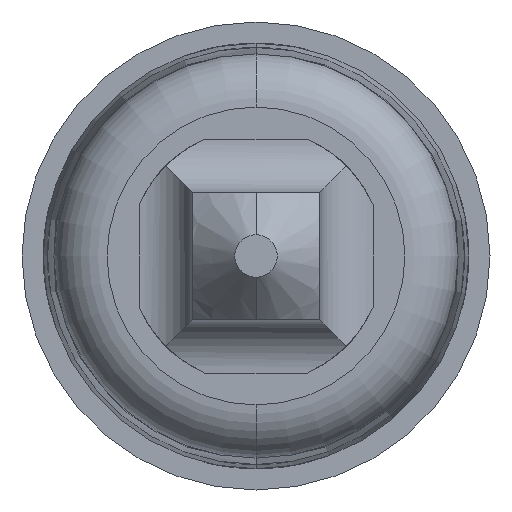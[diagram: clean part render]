
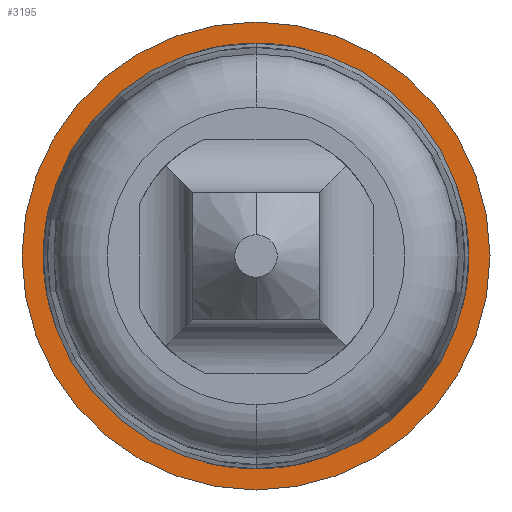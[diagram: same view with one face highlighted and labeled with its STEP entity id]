
A CAD part, front view. The second image highlights one B-rep face of the part: STEP entity #3195.
In plain terms, the highlighted planar face has unit normal (0, -1, 0).
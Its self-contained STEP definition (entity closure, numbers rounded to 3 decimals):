
#169 = ORIENTED_EDGE ( 'NONE', *, *, #642, .F. ) ;
#190 = CIRCLE ( 'NONE', #2055, 1.1 ) ;
#201 = FACE_OUTER_BOUND ( 'NONE', #4325, .T. ) ;
#361 = DIRECTION ( 'NONE',  ( 0., 0., 1. ) ) ;
#396 = EDGE_LOOP ( 'NONE', ( #2871, #3601 ) ) ;
#416 = PLANE ( 'NONE',  #595 ) ;
#595 = AXIS2_PLACEMENT_3D ( 'NONE', #2239, #749, #361 ) ;
#642 = EDGE_CURVE ( 'Defeature ausgef�hrt1_29+Defeature ausgef�hrt1_28+Defeature ausgef�hrt1_28+Defeature ausgef�hrt1_28', #1977, #2376, #3414, .T. ) ;
#662 = ORIENTED_EDGE ( 'NONE', *, *, #1027, .F. ) ;
#719 = DIRECTION ( 'NONE',  ( 0., 0., 1. ) ) ;
#749 = DIRECTION ( 'NONE',  ( 0., 1., 0. ) ) ;
#870 = CARTESIAN_POINT ( 'NONE',  ( 0., -0.178, -1.1 ) ) ;
#989 = DIRECTION ( 'NONE',  ( 0., 0., 1. ) ) ;
#1027 = EDGE_CURVE ( 'Defeature ausgef�hrt1_29+Defeature ausgef�hrt1_28+Defeature ausgef�hrt1_28+Defeature ausgef�hrt1_28', #2376, #1977, #190, .T. ) ;
#1121 = CIRCLE ( 'NONE', #4250, 1. ) ;
#1628 = AXIS2_PLACEMENT_3D ( 'NONE', #2897, #4022, #719 ) ;
#1770 = CARTESIAN_POINT ( 'NONE',  ( 0., -0.178, 0. ) ) ;
#1841 = DIRECTION ( 'NONE',  ( 0., 0., 1. ) ) ;
#1977 = VERTEX_POINT ( 'NONE', #870 ) ;
#2055 = AXIS2_PLACEMENT_3D ( 'NONE', #4313, #3153, #989 ) ;
#2239 = CARTESIAN_POINT ( 'NONE',  ( 1., -0.178, 0. ) ) ;
#2357 = EDGE_CURVE ( 'Defeature ausgef�hrt1_28+Defeature ausgef�hrt1_0+Defeature ausgef�hrt1_0+Defeature ausgef�hrt1_0', #3126, #4370, #1121, .T. ) ;
#2376 = VERTEX_POINT ( 'NONE', #4410 ) ;
#2499 = DIRECTION ( 'NONE',  ( 0., 0., 1. ) ) ;
#2554 = FACE_BOUND ( 'NONE', #396, .T. ) ;
#2871 = ORIENTED_EDGE ( 'NONE', *, *, #2357, .T. ) ;
#2897 = CARTESIAN_POINT ( 'NONE',  ( 0., -0.178, 0. ) ) ;
#3126 = VERTEX_POINT ( 'NONE', #3700 ) ;
#3153 = DIRECTION ( 'NONE',  ( 0., 1., 0. ) ) ;
#3195 = ADVANCED_FACE ( 'Defeature ausgef�hrt1_28', ( #201, #2554 ), #416, .F. ) ;
#3414 = CIRCLE ( 'NONE', #1628, 1.1 ) ;
#3573 = AXIS2_PLACEMENT_3D ( 'NONE', #1770, #4344, #2499 ) ;
#3601 = ORIENTED_EDGE ( 'NONE', *, *, #4638, .T. ) ;
#3700 = CARTESIAN_POINT ( 'NONE',  ( 0., -0.178, 1. ) ) ;
#3858 = CARTESIAN_POINT ( 'NONE',  ( 0., -0.178, -1. ) ) ;
#4022 = DIRECTION ( 'NONE',  ( 0., 1., 0. ) ) ;
#4250 = AXIS2_PLACEMENT_3D ( 'NONE', #4462, #4446, #1841 ) ;
#4313 = CARTESIAN_POINT ( 'NONE',  ( 0., -0.178, 0. ) ) ;
#4325 = EDGE_LOOP ( 'NONE', ( #662, #169 ) ) ;
#4344 = DIRECTION ( 'NONE',  ( 0., 1., 0. ) ) ;
#4370 = VERTEX_POINT ( 'NONE', #3858 ) ;
#4410 = CARTESIAN_POINT ( 'NONE',  ( 0., -0.178, 1.1 ) ) ;
#4446 = DIRECTION ( 'NONE',  ( 0., 1., 0. ) ) ;
#4462 = CARTESIAN_POINT ( 'NONE',  ( 0., -0.178, 0. ) ) ;
#4495 = CIRCLE ( 'NONE', #3573, 1. ) ;
#4638 = EDGE_CURVE ( 'Defeature ausgef�hrt1_28+Defeature ausgef�hrt1_0+Defeature ausgef�hrt1_0+Defeature ausgef�hrt1_0', #4370, #3126, #4495, .T. ) ;
